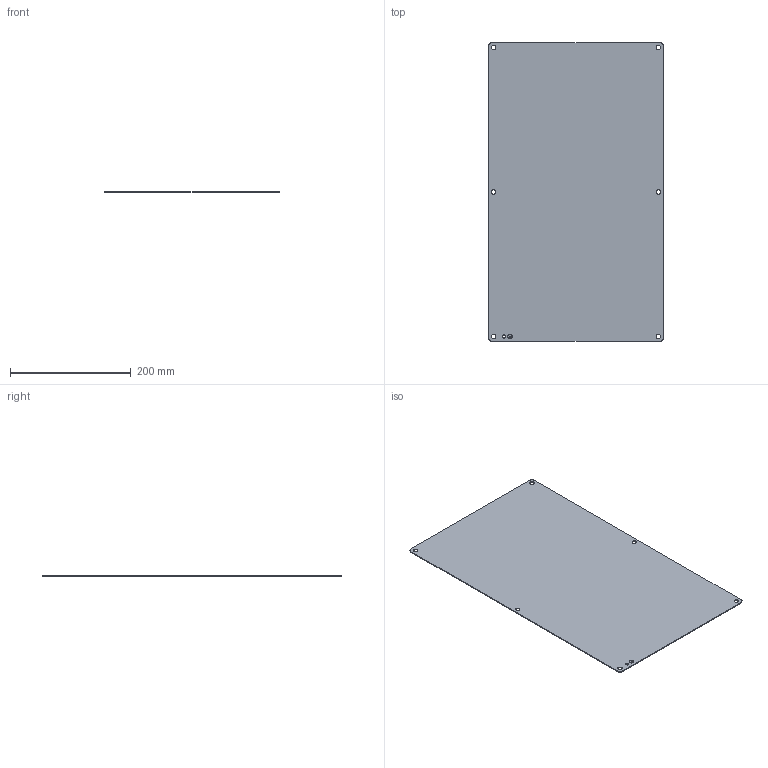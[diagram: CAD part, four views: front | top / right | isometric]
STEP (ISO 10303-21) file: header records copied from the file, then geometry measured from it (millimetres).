
FILE_DESCRIPTION(('CATIA V5 STEP Exchange','CAx-IF Rec.Pracs.--- Model Styling and Organization---1.2---2011-12-15'),'2;1');
FILE_NAME ('008470-2_1_1193880000_1193880000.stp','2018-02-09T12:44:50+00:00',('none'),('Weidmueller'),'CATIA Version 5-6 Release 2014','CATIA V5 STEP AP214','none');
FILE_SCHEMA(('AUTOMOTIVE_DESIGN { 1 0 10303 214 1 1 1 1 }'));
Length unit declared in the file: millimetre
Products named in the file (1): 1193880000_KTB_MOPL_5535_S2N
Bounding box: 289 x 495 x 1.5 mm (x, y, z)
Volume: 214148 mm3; surface area: 288108.9 mm2
Topology: 1 solids, 1 shells, 63 faces, 168 edges, 112 vertices
Faces by surface type: cylinder 36, plane 27
Entity records: 2033 total; most frequent: CARTESIAN_POINT 497, ORIENTED_EDGE 336, DIRECTION 248, EDGE_CURVE 168, VERTEX_POINT 112, AXIS2_PLACEMENT_3D 97, VECTOR 96, LINE 96
